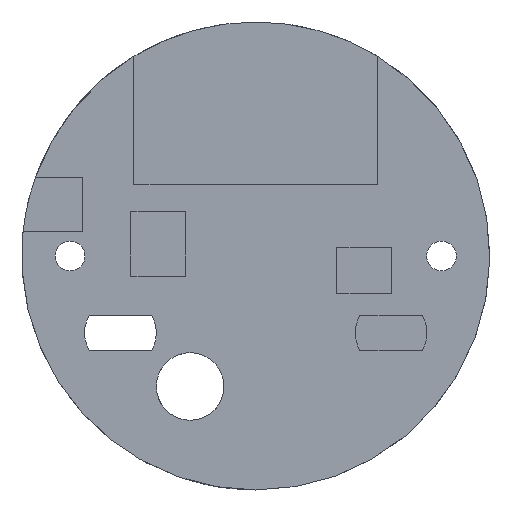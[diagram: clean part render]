
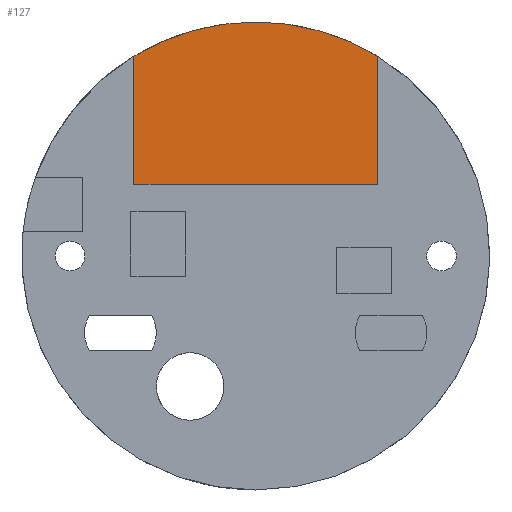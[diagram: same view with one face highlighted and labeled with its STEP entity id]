
A CAD part, front view. The second image highlights one B-rep face of the part: STEP entity #127.
In plain terms, the highlighted planar face has unit normal (0, -1, 0).
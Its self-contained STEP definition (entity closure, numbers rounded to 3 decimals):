
#30 = DIRECTION ( 'NONE',  ( 0., 0., 1. ) ) ;
#37 = CARTESIAN_POINT ( 'NONE',  ( 0., 1.6, 0. ) ) ;
#68 = DIRECTION ( 'NONE',  ( 0., 1., 0. ) ) ;
#83 = CIRCLE ( 'NONE', #623, 17.29 ) ;
#101 = CIRCLE ( 'NONE', #923, 17.29 ) ;
#127 = ADVANCED_FACE ( 'NONE', ( #514 ), #1285, .F. ) ;
#152 = CARTESIAN_POINT ( 'NONE',  ( 9., 1.6, 14.763 ) ) ;
#190 = DIRECTION ( 'NONE',  ( 0., 0., 1. ) ) ;
#196 = CARTESIAN_POINT ( 'NONE',  ( 0., 1.6, 17.29 ) ) ;
#302 = ORIENTED_EDGE ( 'NONE', *, *, #424, .T. ) ;
#337 = AXIS2_PLACEMENT_3D ( 'NONE', #37, #1035, #30 ) ;
#344 = VERTEX_POINT ( 'NONE', #783 ) ;
#393 = LINE ( 'NONE', #933, #1110 ) ;
#407 = VERTEX_POINT ( 'NONE', #1118 ) ;
#412 = DIRECTION ( 'NONE',  ( 0., 0., -1. ) ) ;
#424 = EDGE_CURVE ( 'NONE', #428, #344, #1350, .T. ) ;
#428 = VERTEX_POINT ( 'NONE', #554 ) ;
#444 = ORIENTED_EDGE ( 'NONE', *, *, #1403, .F. ) ;
#481 = EDGE_CURVE ( 'NONE', #344, #815, #393, .T. ) ;
#504 = DIRECTION ( 'NONE',  ( 0., 0., 1. ) ) ;
#514 = FACE_OUTER_BOUND ( 'NONE', #1436, .T. ) ;
#554 = CARTESIAN_POINT ( 'NONE',  ( -9., 1.6, 5.29 ) ) ;
#620 = DIRECTION ( 'NONE',  ( 0., 0., 1. ) ) ;
#623 = AXIS2_PLACEMENT_3D ( 'NONE', #1273, #1388, #504 ) ;
#631 = CARTESIAN_POINT ( 'NONE',  ( -9., 1.6, 5.29 ) ) ;
#770 = DIRECTION ( 'NONE',  ( 1., 0., 0. ) ) ;
#783 = CARTESIAN_POINT ( 'NONE',  ( 9., 1.6, 5.29 ) ) ;
#815 = VERTEX_POINT ( 'NONE', #152 ) ;
#825 = VECTOR ( 'NONE', #412, 1000. ) ;
#897 = VECTOR ( 'NONE', #770, 1000. ) ;
#922 = ORIENTED_EDGE ( 'NONE', *, *, #1103, .T. ) ;
#923 = AXIS2_PLACEMENT_3D ( 'NONE', #935, #68, #190 ) ;
#933 = CARTESIAN_POINT ( 'NONE',  ( 9., 1.6, 5.29 ) ) ;
#935 = CARTESIAN_POINT ( 'NONE',  ( 0., 1.6, 0. ) ) ;
#1035 = DIRECTION ( 'NONE',  ( 0., 1., 0. ) ) ;
#1088 = ORIENTED_EDGE ( 'NONE', *, *, #481, .T. ) ;
#1095 = ORIENTED_EDGE ( 'NONE', *, *, #1438, .F. ) ;
#1103 = EDGE_CURVE ( 'NONE', #407, #428, #1191, .T. ) ;
#1110 = VECTOR ( 'NONE', #620, 1000. ) ;
#1118 = CARTESIAN_POINT ( 'NONE',  ( -9., 1.6, 14.763 ) ) ;
#1121 = VERTEX_POINT ( 'NONE', #196 ) ;
#1191 = LINE ( 'NONE', #631, #825 ) ;
#1273 = CARTESIAN_POINT ( 'NONE',  ( 0., 1.6, 0. ) ) ;
#1285 = PLANE ( 'NONE',  #337 ) ;
#1336 = CARTESIAN_POINT ( 'NONE',  ( -9., 1.6, 5.29 ) ) ;
#1350 = LINE ( 'NONE', #1336, #897 ) ;
#1388 = DIRECTION ( 'NONE',  ( 0., 1., 0. ) ) ;
#1403 = EDGE_CURVE ( 'NONE', #407, #1121, #83, .T. ) ;
#1436 = EDGE_LOOP ( 'NONE', ( #444, #922, #302, #1088, #1095 ) ) ;
#1438 = EDGE_CURVE ( 'NONE', #1121, #815, #101, .T. ) ;
